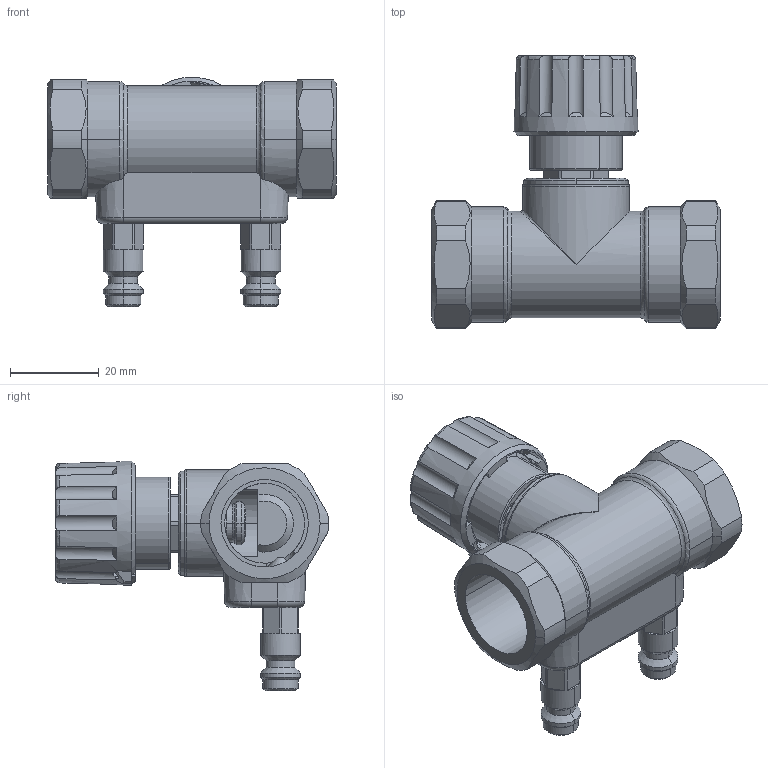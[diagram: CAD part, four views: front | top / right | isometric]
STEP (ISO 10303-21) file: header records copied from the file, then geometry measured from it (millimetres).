
FILE_DESCRIPTION((''),'2;1');
FILE_NAME('003L7641','2015-05-07T',('u317927'),('Danfoss'),'PRO/ENGINEER BY PARAMETRIC TECHNOLOGY CORPORATION, 2014000','PRO/ENGINEER BY PARAMETRIC TECHNOLOGY CORPORATION, 2014000','');
FILE_SCHEMA(('CONFIG_CONTROL_DESIGN'));
Length unit declared in the file: millimetre
Products named in the file (1): 003L7641
Bounding box: 65 x 61.48 x 51.73 mm (x, y, z)
Volume: 34879.6 mm3; surface area: 23725.4 mm2
Topology: 1 solids, 1 shells, 957 faces, 2657 edges, 1709 vertices
Faces by surface type: plane 427, cylinder 230, bspline 145, cone 127, torus 28
Entity records: 36924 total; most frequent: CARTESIAN_POINT 13793, ORIENTED_EDGE 5298, DIRECTION 4133, EDGE_CURVE 2649, VERTEX_POINT 1709, AXIS2_PLACEMENT_3D 1402, VECTOR 1329, LINE 1329
